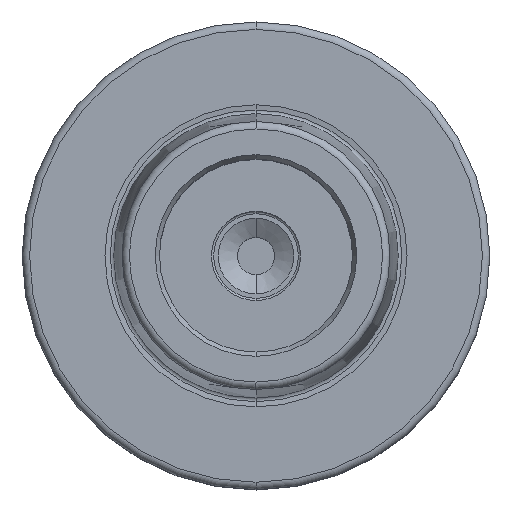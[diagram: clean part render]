
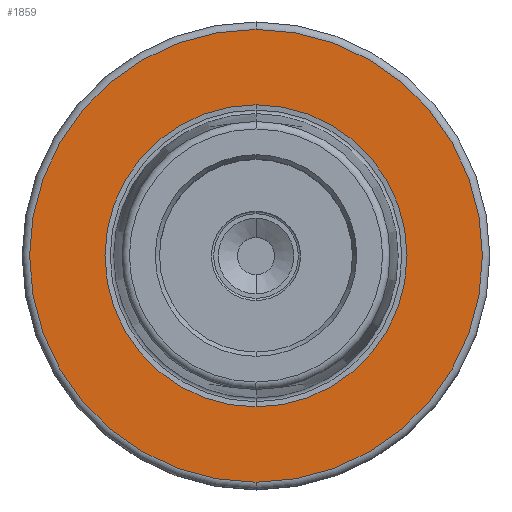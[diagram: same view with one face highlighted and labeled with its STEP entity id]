
A CAD part, top view. The second image highlights one B-rep face of the part: STEP entity #1859.
In plain terms, the highlighted planar face has unit normal (0, 0, 1).
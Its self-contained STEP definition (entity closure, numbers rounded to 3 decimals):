
#168=CARTESIAN_POINT('',(0,0,26));
#169=DIRECTION('',(0,0,1));
#170=DIRECTION('',(0,1,0));
#171=AXIS2_PLACEMENT_3D('',#168,#169,#170);
#173=CARTESIAN_POINT('',(0,0,26));
#174=DIRECTION('',(0,0,1));
#175=DIRECTION('',(0,-1,0));
#176=AXIS2_PLACEMENT_3D('',#173,#174,#175);
#186=CARTESIAN_POINT('',(0,0,26));
#187=DIRECTION('',(0,0,1));
#188=DIRECTION('',(0,1,0));
#189=AXIS2_PLACEMENT_3D('',#186,#187,#188);
#191=CARTESIAN_POINT('',(0,0,26));
#192=DIRECTION('',(0,0,-1));
#193=DIRECTION('',(0,1,0));
#194=AXIS2_PLACEMENT_3D('',#191,#192,#193);
#1361=CARTESIAN_POINT('',(0,20.344,26));
#1363=VERTEX_POINT('',#1361);
#1391=CARTESIAN_POINT('',(0,-20.344,26));
#1393=VERTEX_POINT('',#1391);
#1437=CARTESIAN_POINT('',(0,30.5,26));
#1438=CARTESIAN_POINT('',(0,-30.5,26));
#1439=VERTEX_POINT('',#1437);
#1440=VERTEX_POINT('',#1438);
#1843=CARTESIAN_POINT('',(0,0,26));
#1844=DIRECTION('',(0,0,-1));
#1845=DIRECTION('',(0,-1,0));
#1846=AXIS2_PLACEMENT_3D('',#1843,#1844,#1845);
#1847=PLANE('',#1846);
#1849=ORIENTED_EDGE('',*,*,#1848,.F.);
#1850=ORIENTED_EDGE('',*,*,#1833,.F.);
#1851=EDGE_LOOP('',(#1849,#1850));
#1852=FACE_OUTER_BOUND('',#1851,.F.);
#1854=ORIENTED_EDGE('',*,*,#1853,.T.);
#1856=ORIENTED_EDGE('',*,*,#1855,.F.);
#1857=EDGE_LOOP('',(#1854,#1856));
#1858=FACE_BOUND('',#1857,.F.);
#1859=ADVANCED_FACE('',(#1852,#1858),#1847,.F.);
#172=CIRCLE('',#171,30.5);
#177=CIRCLE('',#176,30.5);
#190=CIRCLE('',#189,20.344);
#195=CIRCLE('',#194,20.344);
#1833=EDGE_CURVE('',#1440,#1439,#177,.T.);
#1848=EDGE_CURVE('',#1439,#1440,#172,.T.);
#1853=EDGE_CURVE('',#1363,#1393,#190,.T.);
#1855=EDGE_CURVE('',#1363,#1393,#195,.T.);
